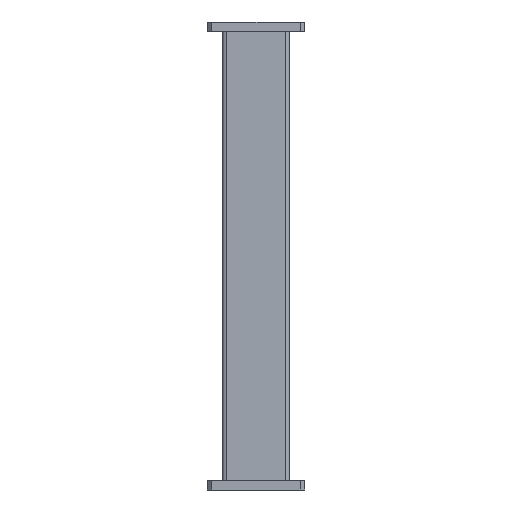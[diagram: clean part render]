
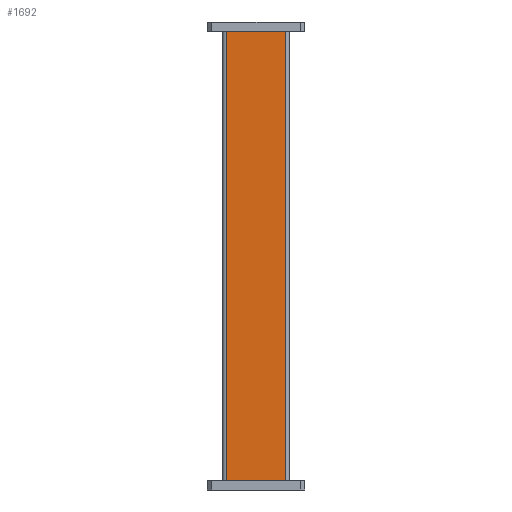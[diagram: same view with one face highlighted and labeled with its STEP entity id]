
A CAD part, front view. The second image highlights one B-rep face of the part: STEP entity #1692.
In plain terms, the highlighted planar face has unit normal (0, -1, 0).
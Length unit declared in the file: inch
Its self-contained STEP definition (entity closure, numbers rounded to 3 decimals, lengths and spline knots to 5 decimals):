
#165 = CARTESIAN_POINT ( 'NONE',  ( 0.859, -0.4615, -13.71402 ) ) ;
#180 = PLANE ( 'NONE',  #361 ) ;
#202 = VERTEX_POINT ( 'NONE', #839 ) ;
#262 = ORIENTED_EDGE ( 'NONE', *, *, #1438, .T. ) ;
#361 = AXIS2_PLACEMENT_3D ( 'NONE', #165, #1259, #2330 ) ;
#430 = VERTEX_POINT ( 'NONE', #1788 ) ;
#505 = LINE ( 'NONE', #824, #2531 ) ;
#658 = VECTOR ( 'NONE', #2429, 39.37008 ) ;
#705 = CARTESIAN_POINT ( 'NONE',  ( -0.759, -0.4615, -0.23622 ) ) ;
#768 = LINE ( 'NONE', #1857, #854 ) ;
#804 = CARTESIAN_POINT ( 'NONE',  ( -0.759, -0.4615, -11.76378 ) ) ;
#824 = CARTESIAN_POINT ( 'NONE',  ( 0.859, -0.4615, -0.23622 ) ) ;
#839 = CARTESIAN_POINT ( 'NONE',  ( 0.759, -0.4615, -0.23622 ) ) ;
#854 = VECTOR ( 'NONE', #2369, 39.37008 ) ;
#1191 = FACE_OUTER_BOUND ( 'NONE', #2316, .T. ) ;
#1259 = DIRECTION ( 'NONE',  ( 0., 1., 0. ) ) ;
#1336 = EDGE_CURVE ( 'NONE', #2747, #1364, #768, .T. ) ;
#1341 = ORIENTED_EDGE ( 'NONE', *, *, #2239, .T. ) ;
#1348 = ORIENTED_EDGE ( 'NONE', *, *, #3097, .T. ) ;
#1364 = VERTEX_POINT ( 'NONE', #804 ) ;
#1398 = LINE ( 'NONE', #3277, #658 ) ;
#1438 = EDGE_CURVE ( 'NONE', #202, #2747, #505, .T. ) ;
#1692 = ADVANCED_FACE ( 'NONE', ( #1191 ), #180, .F. ) ;
#1702 = CARTESIAN_POINT ( 'NONE',  ( 0.759, -0.4615, -13.71402 ) ) ;
#1788 = CARTESIAN_POINT ( 'NONE',  ( 0.759, -0.4615, -11.76378 ) ) ;
#1857 = CARTESIAN_POINT ( 'NONE',  ( -0.759, -0.4615, -13.71402 ) ) ;
#2239 = EDGE_CURVE ( 'NONE', #1364, #430, #1398, .T. ) ;
#2247 = DIRECTION ( 'NONE',  ( 0., 0., 1. ) ) ;
#2316 = EDGE_LOOP ( 'NONE', ( #262, #2612, #1341, #1348 ) ) ;
#2330 = DIRECTION ( 'NONE',  ( 0., 0., 1. ) ) ;
#2369 = DIRECTION ( 'NONE',  ( 0., 0., -1. ) ) ;
#2429 = DIRECTION ( 'NONE',  ( 1., 0., 0. ) ) ;
#2531 = VECTOR ( 'NONE', #2620, 39.37008 ) ;
#2612 = ORIENTED_EDGE ( 'NONE', *, *, #1336, .T. ) ;
#2620 = DIRECTION ( 'NONE',  ( -1., 0., 0. ) ) ;
#2736 = LINE ( 'NONE', #1702, #3115 ) ;
#2747 = VERTEX_POINT ( 'NONE', #705 ) ;
#3097 = EDGE_CURVE ( 'NONE', #430, #202, #2736, .T. ) ;
#3115 = VECTOR ( 'NONE', #2247, 39.37008 ) ;
#3277 = CARTESIAN_POINT ( 'NONE',  ( 0.859, -0.4615, -11.76378 ) ) ;
